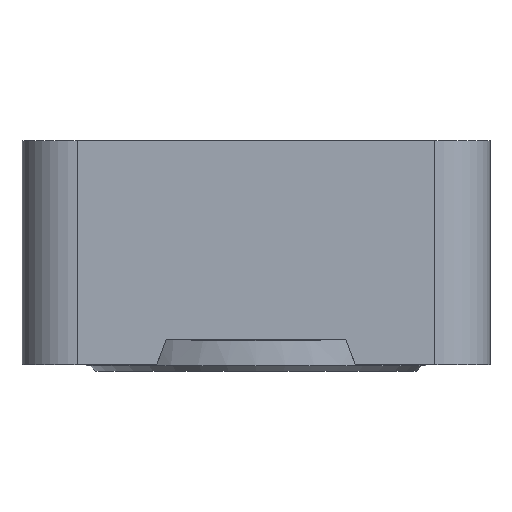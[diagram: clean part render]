
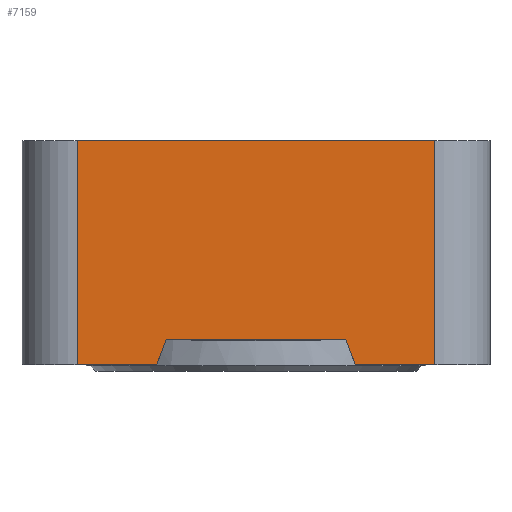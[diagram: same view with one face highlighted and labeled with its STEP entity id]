
A CAD part, left-side view. The second image highlights one B-rep face of the part: STEP entity #7159.
In plain terms, the highlighted planar face has unit normal (-1, 0, 0).
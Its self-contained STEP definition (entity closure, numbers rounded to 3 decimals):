
#67=LINE('',#9255,#599);
#79=LINE('',#9292,#611);
#106=LINE('',#9368,#638);
#111=LINE('',#9378,#643);
#179=LINE('',#9574,#711);
#417=LINE('',#10425,#949);
#418=LINE('',#10427,#950);
#419=LINE('',#10429,#951);
#599=VECTOR('',#7788,1000.);
#611=VECTOR('',#7816,1000.);
#638=VECTOR('',#7881,1000.);
#643=VECTOR('',#7888,1000.);
#711=VECTOR('',#8072,1000.);
#949=VECTOR('',#8804,1000.);
#950=VECTOR('',#8805,1000.);
#951=VECTOR('',#8806,1000.);
#2375=ORIENTED_EDGE('',*,*,#2872,.T.);
#2376=ORIENTED_EDGE('',*,*,#3376,.F.);
#2377=ORIENTED_EDGE('',*,*,#3377,.F.);
#2378=ORIENTED_EDGE('',*,*,#3378,.T.);
#2379=ORIENTED_EDGE('',*,*,#2854,.T.);
#2380=ORIENTED_EDGE('',*,*,#2914,.T.);
#2381=ORIENTED_EDGE('',*,*,#3012,.F.);
#2382=ORIENTED_EDGE('',*,*,#2909,.F.);
#2854=EDGE_CURVE('',#3627,#3626,#67,.T.);
#2872=EDGE_CURVE('',#3644,#3645,#79,.T.);
#2909=EDGE_CURVE('',#3644,#3674,#106,.T.);
#2914=EDGE_CURVE('',#3626,#3677,#111,.T.);
#3012=EDGE_CURVE('',#3674,#3677,#179,.T.);
#3376=EDGE_CURVE('',#3962,#3645,#417,.T.);
#3377=EDGE_CURVE('',#3963,#3962,#418,.T.);
#3378=EDGE_CURVE('',#3963,#3627,#419,.T.);
#3626=VERTEX_POINT('',#9254);
#3627=VERTEX_POINT('',#9256);
#3644=VERTEX_POINT('',#9293);
#3645=VERTEX_POINT('',#9294);
#3674=VERTEX_POINT('',#9369);
#3677=VERTEX_POINT('',#9377);
#3962=VERTEX_POINT('',#10426);
#3963=VERTEX_POINT('',#10428);
#4482=EDGE_LOOP('',(#2375,#2376,#2377,#2378,#2379,#2380,#2381,#2382));
#4783=FACE_BOUND('',#4482,.T.);
#4982=PLANE('',#7617);
#7159=ADVANCED_FACE('',(#4783),#4982,.F.);
#7617=AXIS2_PLACEMENT_3D('',#10424,#8802,#8803);
#7788=DIRECTION('',(0.,-1.,0.));
#7816=DIRECTION('',(0.,-1.,0.));
#7881=DIRECTION('',(0.,0.35,0.937));
#7888=DIRECTION('',(0.,-0.35,0.937));
#8072=DIRECTION('',(0.,1.,0.));
#8802=DIRECTION('',(1.,0.,0.));
#8803=DIRECTION('',(0.,0.,-1.));
#8804=DIRECTION('',(0.,0.,-1.));
#8805=DIRECTION('',(0.,-1.,0.));
#8806=DIRECTION('',(0.,0.,-1.));
#9254=CARTESIAN_POINT('',(-3.65,1.55,-0.8));
#9255=CARTESIAN_POINT('',(-3.65,3.65,-0.8));
#9256=CARTESIAN_POINT('',(-3.65,2.79,-0.8));
#9292=CARTESIAN_POINT('',(-3.65,3.65,-0.8));
#9293=CARTESIAN_POINT('',(-3.65,-1.55,-0.8));
#9294=CARTESIAN_POINT('',(-3.65,-2.79,-0.8));
#9368=CARTESIAN_POINT('',(-3.65,0.236,3.976));
#9369=CARTESIAN_POINT('',(-3.65,-1.4,-0.4));
#9377=CARTESIAN_POINT('',(-3.65,1.4,-0.4));
#9378=CARTESIAN_POINT('',(-3.65,1.4,-0.4));
#9574=CARTESIAN_POINT('',(-3.65,-1.4,-0.4));
#10424=CARTESIAN_POINT('',(-3.65,2.79,2.7));
#10425=CARTESIAN_POINT('',(-3.65,-2.79,2.7));
#10426=CARTESIAN_POINT('',(-3.65,-2.79,2.7));
#10427=CARTESIAN_POINT('',(-3.65,2.79,2.7));
#10428=CARTESIAN_POINT('',(-3.65,2.79,2.7));
#10429=CARTESIAN_POINT('',(-3.65,2.79,2.7));
